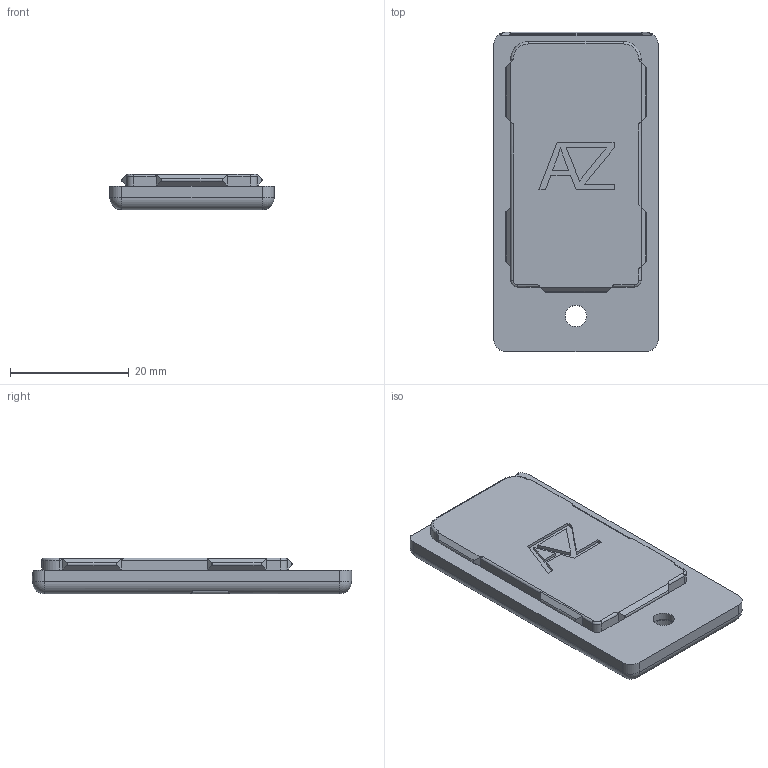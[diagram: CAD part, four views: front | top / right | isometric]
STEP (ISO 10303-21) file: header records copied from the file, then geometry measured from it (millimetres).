
FILE_DESCRIPTION(/* description */ (''),/* implementation_level */ '2;1');
FILE_NAME(/* name */ 'BACK_CASE.step',/* time_stamp */ '2025-09-28T18:50:23+01:00',/* author */ (''),/* organization */ (''),/* preprocessor_version */ 'ST-DEVELOPER v20.1',/* originating_system */ 'Autodesk Translation Framework v14.10.0.0',/* authorisation */ '');
FILE_SCHEMA (('AUTOMOTIVE_DESIGN { 1 0 10303 214 3 1 1 }'));
Length unit declared in the file: millimetre
Products named in the file (2): AZSS ToF Case; BACK_CASE
Assembly tree (1 placements, depth 2):
  AZSS ToF Case
    BACK_CASE
Bounding box: 27.73 x 53.86 x 6 mm (x, y, z)
Volume: 6687 mm3; surface area: 4379.1 mm2
Topology: 2 solids, 2 shells, 167 faces, 422 edges, 261 vertices
Faces by surface type: plane 79, cylinder 62, torus 15, sphere 6, bspline 5
Full cylindrical faces by diameter (mm): 3.6 x1, 6 x1
Entity records: 5173 total; most frequent: CARTESIAN_POINT 1045, DIRECTION 868, ORIENTED_EDGE 840, EDGE_CURVE 420, AXIS2_PLACEMENT_3D 304, VERTEX_POINT 261, LINE 260, VECTOR 260
